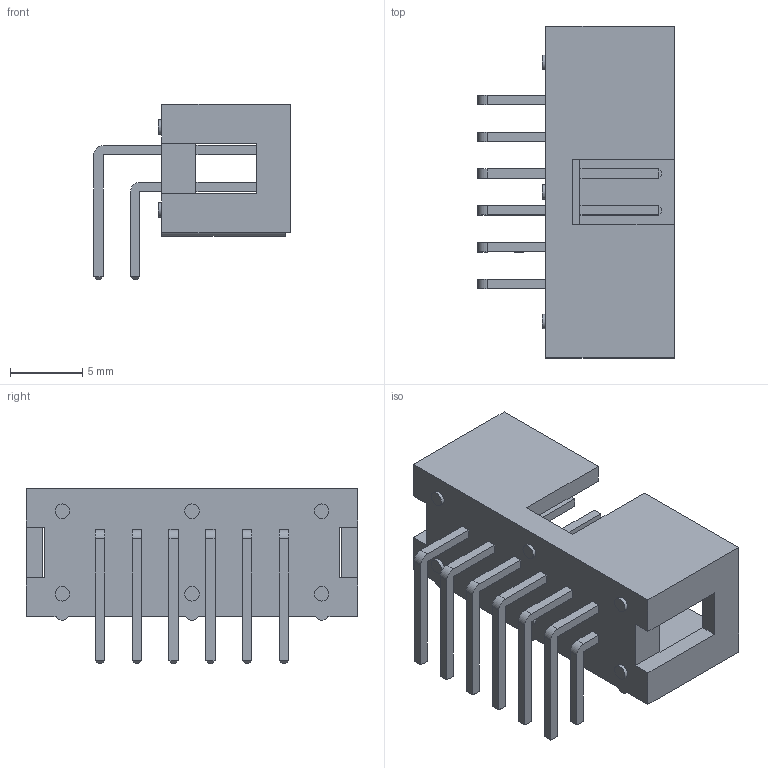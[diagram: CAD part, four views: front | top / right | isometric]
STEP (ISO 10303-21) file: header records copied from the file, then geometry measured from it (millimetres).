
FILE_DESCRIPTION(/* description */ ('model of IDC-Header_2x06_P2.54mm_Horizontal'),/* implementation_level */ '2;1');
FILE_NAME(/* name */ 'IDC-Header_2x06_P2.54mm_Horizontal.step',/* time_stamp */ '2017-12-08T15:29:15',/* author */ ('kicad StepUp','ksu'),/* organization */ ('OCC'),/* preprocessor_version */ '',/* originating_system */ 'kicad StepUp',/* authorisation */ '');
FILE_SCHEMA(('AUTOMOTIVE_DESIGN { 1 0 10303 214 1 1 1 1 }'));
Length unit declared in the file: millimetre
Products named in the file (1): IDC_Header_2x06_P254mm_Horizontal
Bounding box: 13.55 x 22.9 x 12.1 mm (x, y, z)
Volume: 933 mm3; surface area: 1750.8 mm2
Topology: 1 solids, 1 shells, 294 faces, 708 edges, 442 vertices
Faces by surface type: plane 273, cylinder 21
Full cylindrical faces by diameter (mm): 1 x6
Entity records: 10379 total; most frequent: CARTESIAN_POINT 1445, ORIENTED_EDGE 1416, DIRECTION 1346, EDGE_CURVE 708, LINE 660, VECTOR 660, VERTEX_POINT 442, AXIS2_PLACEMENT_3D 343
